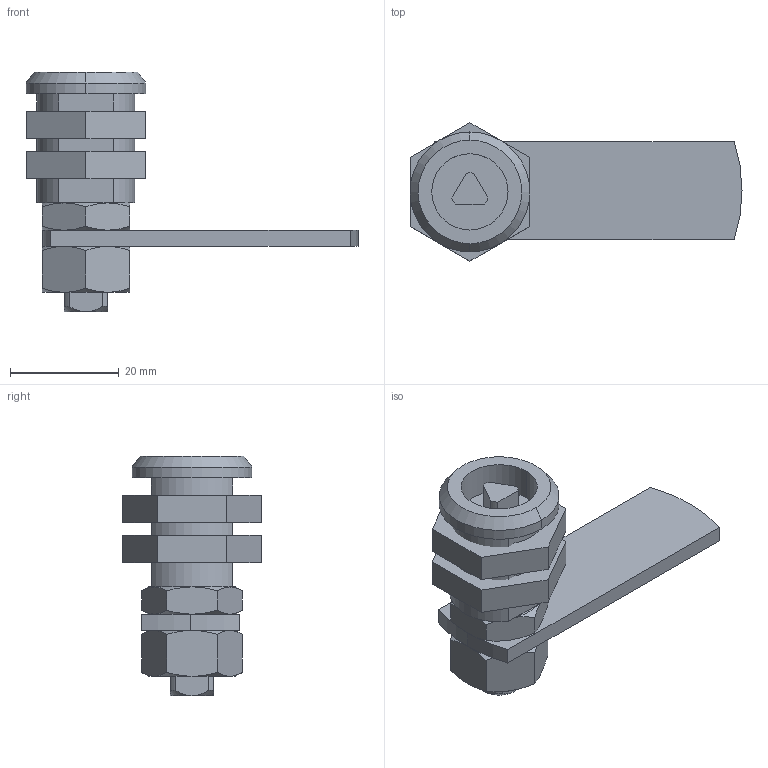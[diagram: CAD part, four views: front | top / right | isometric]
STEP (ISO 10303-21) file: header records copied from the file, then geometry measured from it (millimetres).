
FILE_DESCRIPTION (( 'STEP AP203' ), '1' );
FILE_NAME ('084.519.001-1.STEP', '2013-01-28T10:33:53', ( 'Alusic' ), ( 'Alusic' ), 'SwSTEP 2.0', 'SolidWorks 2011', '' );
FILE_SCHEMA (( 'CONFIG_CONTROL_DESIGN' ));
Length unit declared in the file: millimetre
Products named in the file (6): 084.519.001; 084.519.001B; Hex Nut Style 1 GradeAB_ALUSIC_Hexagon Nut ISO - 4032 - M10 - D - S; Hex Thin Nut Chamfered GradeAB_ALUSIC_Hexagon Thin Nut ISO - 4035 - M10 - S; 084.519.001a; 084.519.001-1
Assembly tree (6 placements, depth 2):
  084.519.001-1
    Hex Nut Style 1 GradeAB_ALUSIC_Hexagon Nut ISO - 4032 - M10 - D - S
    084.519.001B  x2
    084.519.001a
    Hex Thin Nut Chamfered GradeAB_ALUSIC_Hexagon Thin Nut ISO - 4035 - M10 - S
    084.519.001
Bounding box: 60.94 x 25.4 x 44 mm (x, y, z)
Volume: 13538.1 mm3; surface area: 9451.4 mm2
Topology: 6 solids, 6 shells, 177 faces, 385 edges, 224 vertices
Faces by surface type: cone 78, plane 55, cylinder 44
Entity records: 5357 total; most frequent: CARTESIAN_POINT 1081, DIRECTION 799, ORIENTED_EDGE 722, EDGE_CURVE 361, AXIS2_PLACEMENT_3D 318, VERTEX_POINT 208, EDGE_LOOP 179, ADVANCED_FACE 167
